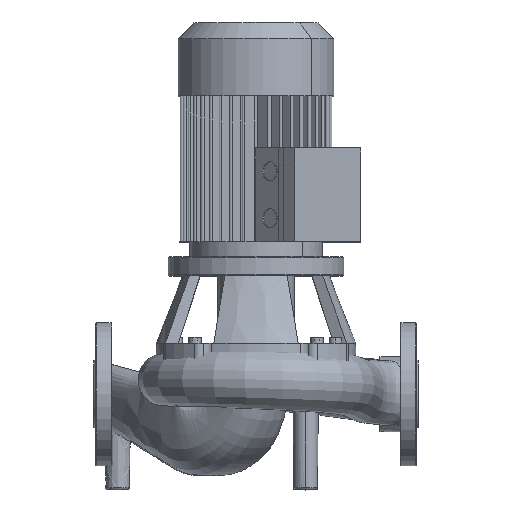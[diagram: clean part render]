
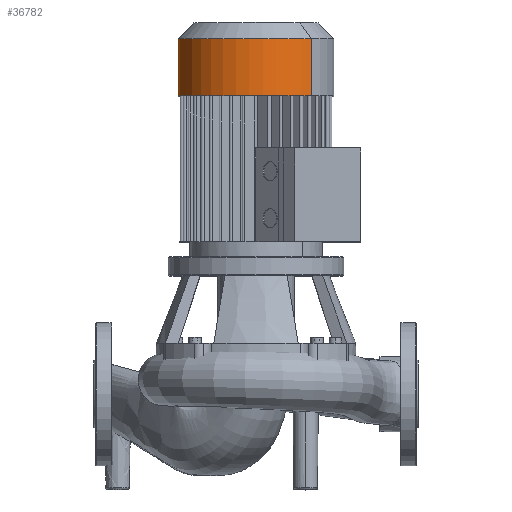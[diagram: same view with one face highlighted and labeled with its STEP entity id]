
A CAD part, top view. The second image highlights one B-rep face of the part: STEP entity #36782.
In plain terms, the highlighted cylindrical face has radius 82 mm (diameter 164 mm), a partial arc.
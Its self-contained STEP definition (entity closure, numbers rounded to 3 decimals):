
#30812=CARTESIAN_POINT('',(227.983,312.5,227.983));
#30813=VERTEX_POINT('',#30812);
#30814=CARTESIAN_POINT('',(227.983,372.6,227.983));
#30815=VERTEX_POINT('',#30814);
#30816=CARTESIAN_POINT('',(227.983,312.5,227.983));
#30817=DIRECTION('',(0.0,1.0,0.0));
#30818=VECTOR('',#30817,60.1);
#30819=LINE('',#30816,#30818);
#30820=EDGE_CURVE('',#30813,#30815,#30819,.T.);
#30822=CARTESIAN_POINT('',(112.017,312.5,112.017));
#30823=VERTEX_POINT('',#30822);
#30831=CARTESIAN_POINT('',(112.017,372.6,112.017));
#30832=VERTEX_POINT('',#30831);
#30833=CARTESIAN_POINT('',(112.017,312.5,112.017));
#30834=DIRECTION('',(0.0,1.0,0.0));
#30835=VECTOR('',#30834,60.1);
#30836=LINE('',#30833,#30835);
#30837=EDGE_CURVE('',#30823,#30832,#30836,.T.);
#34897=CARTESIAN_POINT('',(170.,312.5,170.0));
#34898=DIRECTION('',(0.0,1.,0.0));
#34899=DIRECTION('',(0.707,0.0,0.707));
#34900=AXIS2_PLACEMENT_3D('',#34897,#34898,#34899);
#34901=CIRCLE('',#34900,82.);
#34902=EDGE_CURVE('',#30823,#30813,#34901,.T.);
#36761=CARTESIAN_POINT('',(170.,372.6,170.0));
#36762=DIRECTION('',(0.0,1.,0.0));
#36763=DIRECTION('',(0.707,0.0,0.707));
#36764=AXIS2_PLACEMENT_3D('',#36761,#36762,#36763);
#36765=CIRCLE('',#36764,82.);
#36766=EDGE_CURVE('',#30832,#30815,#36765,.T.);
#36771=CARTESIAN_POINT('',(170.,389.0,170.0));
#36772=DIRECTION('',(0.0,-1.0,0.0));
#36773=DIRECTION('',(0.707,0.0,0.707));
#36774=AXIS2_PLACEMENT_3D('',#36771,#36772,#36773);
#36775=CYLINDRICAL_SURFACE('',#36774,82.);
#36776=ORIENTED_EDGE('',*,*,#30820,.T.);
#36777=ORIENTED_EDGE('',*,*,#36766,.F.);
#36778=ORIENTED_EDGE('',*,*,#30837,.F.);
#36779=ORIENTED_EDGE('',*,*,#34902,.T.);
#36780=EDGE_LOOP('',(#36776,#36777,#36778,#36779));
#36781=FACE_OUTER_BOUND('',#36780,.T.);
#36782=ADVANCED_FACE('',(#36781),#36775,.T.);
